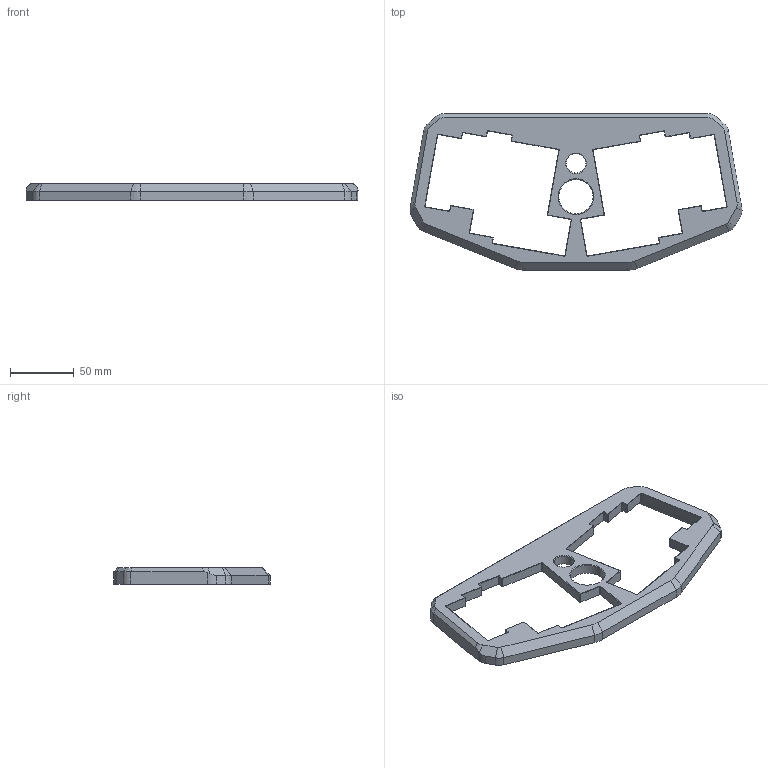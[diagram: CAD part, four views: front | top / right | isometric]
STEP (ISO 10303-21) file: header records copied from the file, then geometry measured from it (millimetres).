
FILE_DESCRIPTION(/* description */ (''),/* implementation_level */ '2;1');
FILE_NAME(/* name */ 'Le Chisoffre case revision v6 dual encoder top.step',/* time_stamp */ '2025-07-22T08:15:33-04:00',/* author */ (''),/* organization */ (''),/* preprocessor_version */ 'ST-DEVELOPER v20.1',/* originating_system */ 'Autodesk Translation Framework v14.10.0.0',/* authorisation */ '');
FILE_SCHEMA (('AUTOMOTIVE_DESIGN { 1 0 10303 214 3 1 1 }'));
Length unit declared in the file: millimetre
Products named in the file (3): Le Chisoffre case revision; Dual Encoder version; Dual Encoder Case Top
Assembly tree (2 placements, depth 3):
  Le Chisoffre case revision
    Dual Encoder version
      Dual Encoder Case Top
Bounding box: 260.84 x 122.87 x 13 mm (x, y, z)
Volume: 120466.5 mm3; surface area: 42166.4 mm2
Topology: 1 solids, 1 shells, 218 faces, 540 edges, 330 vertices
Faces by surface type: plane 109, cylinder 63, cone 46
Full cylindrical faces by diameter (mm): 3.2 x5, 15.2 x1, 27 x1
Entity records: 6471 total; most frequent: DIRECTION 1156, CARTESIAN_POINT 1103, ORIENTED_EDGE 1080, EDGE_CURVE 540, AXIS2_PLACEMENT_3D 395, LINE 366, VECTOR 366, VERTEX_POINT 330
